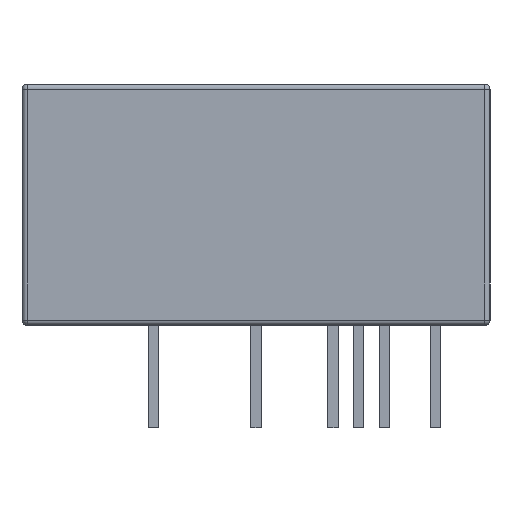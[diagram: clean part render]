
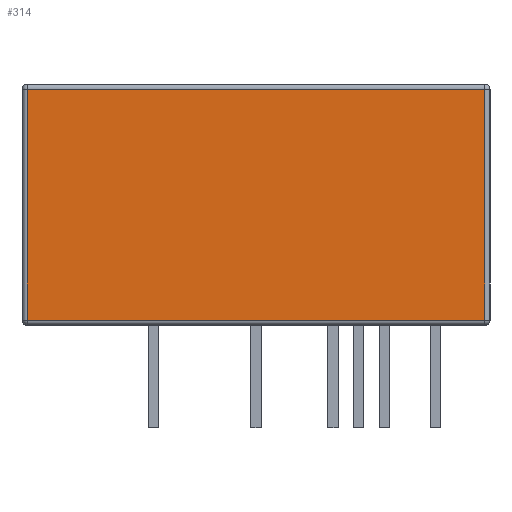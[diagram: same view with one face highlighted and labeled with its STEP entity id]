
A CAD part, left-side view. The second image highlights one B-rep face of the part: STEP entity #314.
In plain terms, the highlighted planar face has unit normal (-1, 0, 0).
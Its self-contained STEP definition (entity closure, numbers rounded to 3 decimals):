
#314 = ADVANCED_FACE( '', ( #768 ), #769, .F. );
#768 = FACE_OUTER_BOUND( '', #1362, .T. );
#769 = PLANE( '', #1363 );
#1362 = EDGE_LOOP( '', ( #2528, #2529, #2530, #2531 ) );
#1363 = AXIS2_PLACEMENT_3D( '', #2532, #2533, #2534 );
#2528 = ORIENTED_EDGE( '', *, *, #3973, .T. );
#2529 = ORIENTED_EDGE( '', *, *, #4179, .T. );
#2530 = ORIENTED_EDGE( '', *, *, #4180, .T. );
#2531 = ORIENTED_EDGE( '', *, *, #4181, .T. );
#2532 = CARTESIAN_POINT( '', ( -32., 22.8, 11.75 ) );
#2533 = DIRECTION( '', ( 1., 0., 0. ) );
#2534 = DIRECTION( '', ( 0., 0., -1. ) );
#3973 = EDGE_CURVE( '', #4664, #4669, #4671, .F. );
#4179 = EDGE_CURVE( '', #4669, #5009, #5010, .T. );
#4180 = EDGE_CURVE( '', #5009, #5011, #5012, .T. );
#4181 = EDGE_CURVE( '', #5011, #4664, #5013, .F. );
#4664 = VERTEX_POINT( '', #5977 );
#4669 = VERTEX_POINT( '', #5983 );
#4671 = LINE( '', #5985, #5986 );
#5009 = VERTEX_POINT( '', #7130 );
#5010 = LINE( '', #7131, #7132 );
#5011 = VERTEX_POINT( '', #7133 );
#5012 = LINE( '', #7134, #7135 );
#5013 = LINE( '', #7136, #7137 );
#5977 = CARTESIAN_POINT( '', ( -32., -22.3, 11.25 ) );
#5983 = CARTESIAN_POINT( '', ( -32., 22.3, 11.25 ) );
#5985 = CARTESIAN_POINT( '', ( -32., 22.8, 11.25 ) );
#5986 = VECTOR( '', #7884, 1000. );
#7130 = CARTESIAN_POINT( '', ( -32., 22.3, -11.25 ) );
#7131 = CARTESIAN_POINT( '', ( -32., 22.3, 11.75 ) );
#7132 = VECTOR( '', #7961, 1000. );
#7133 = CARTESIAN_POINT( '', ( -32., -22.3, -11.25 ) );
#7134 = CARTESIAN_POINT( '', ( -32., 22.8, -11.25 ) );
#7135 = VECTOR( '', #7962, 1000. );
#7136 = CARTESIAN_POINT( '', ( -32., -22.3, 11.75 ) );
#7137 = VECTOR( '', #7963, 1000. );
#7884 = DIRECTION( '', ( 0., -1., 0. ) );
#7961 = DIRECTION( '', ( 0., 0., -1. ) );
#7962 = DIRECTION( '', ( 0., -1., 0. ) );
#7963 = DIRECTION( '', ( 0., 0., -1. ) );
